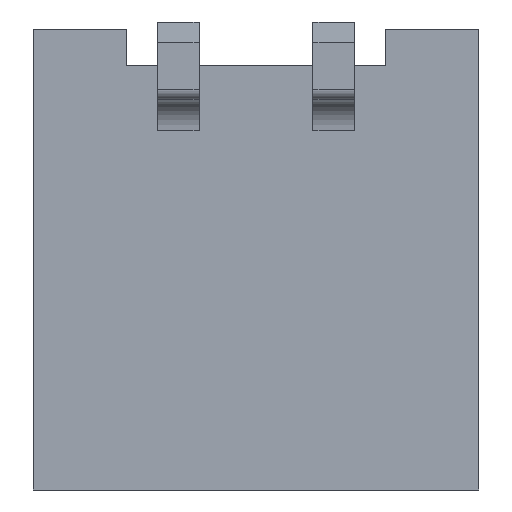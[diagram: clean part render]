
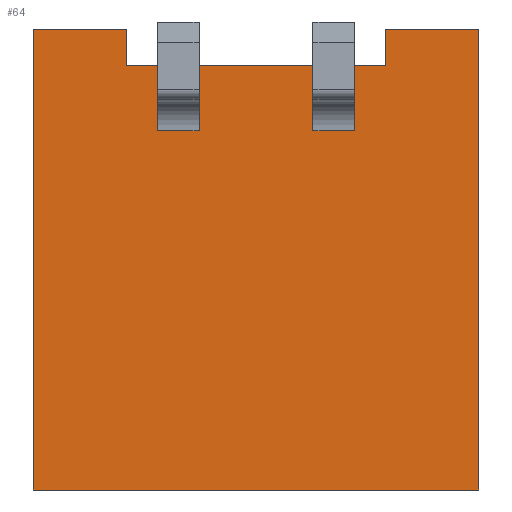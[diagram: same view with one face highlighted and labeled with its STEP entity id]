
A CAD part, front view. The second image highlights one B-rep face of the part: STEP entity #64.
In plain terms, the highlighted planar face has unit normal (0, -1, 0).
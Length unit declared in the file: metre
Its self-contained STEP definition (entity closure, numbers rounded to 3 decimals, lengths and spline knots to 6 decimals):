
#64 = ADVANCED_FACE( '', ( #174 ), #175, .T. );
#174 = FACE_OUTER_BOUND( '', #358, .T. );
#175 = PLANE( '', #359 );
#358 = EDGE_LOOP( '', ( #658, #659, #660, #661, #662, #663, #664, #665, #666, #667, #668, #669, #670, #671, #672, #673 ) );
#359 = AXIS2_PLACEMENT_3D( '', #674, #675, #676 );
#658 = ORIENTED_EDGE( '', *, *, #1373, .T. );
#659 = ORIENTED_EDGE( '', *, *, #1344, .F. );
#660 = ORIENTED_EDGE( '', *, *, #1374, .F. );
#661 = ORIENTED_EDGE( '', *, *, #1375, .F. );
#662 = ORIENTED_EDGE( '', *, *, #1300, .T. );
#663 = ORIENTED_EDGE( '', *, *, #1376, .T. );
#664 = ORIENTED_EDGE( '', *, *, #1377, .F. );
#665 = ORIENTED_EDGE( '', *, *, #1378, .T. );
#666 = ORIENTED_EDGE( '', *, *, #1379, .T. );
#667 = ORIENTED_EDGE( '', *, *, #1380, .F. );
#668 = ORIENTED_EDGE( '', *, *, #1381, .F. );
#669 = ORIENTED_EDGE( '', *, *, #1382, .F. );
#670 = ORIENTED_EDGE( '', *, *, #1383, .T. );
#671 = ORIENTED_EDGE( '', *, *, #1384, .F. );
#672 = ORIENTED_EDGE( '', *, *, #1385, .F. );
#673 = ORIENTED_EDGE( '', *, *, #1386, .T. );
#674 = CARTESIAN_POINT( '', ( -0.00215, -0.002875, -0.002225 ) );
#675 = DIRECTION( '', ( 0., -1., 0. ) );
#676 = DIRECTION( '', ( 0., 0., -1. ) );
#1300 = EDGE_CURVE( '', #1565, #1562, #1566, .T. );
#1344 = EDGE_CURVE( '', #1646, #1648, #1649, .T. );
#1373 = EDGE_CURVE( '', #1698, #1648, #1699, .T. );
#1374 = EDGE_CURVE( '', #1700, #1646, #1701, .T. );
#1375 = EDGE_CURVE( '', #1565, #1700, #1702, .T. );
#1376 = EDGE_CURVE( '', #1562, #1703, #1704, .T. );
#1377 = EDGE_CURVE( '', #1705, #1703, #1706, .T. );
#1378 = EDGE_CURVE( '', #1705, #1707, #1708, .T. );
#1379 = EDGE_CURVE( '', #1707, #1709, #1710, .T. );
#1380 = EDGE_CURVE( '', #1711, #1709, #1712, .T. );
#1381 = EDGE_CURVE( '', #1713, #1711, #1714, .T. );
#1382 = EDGE_CURVE( '', #1715, #1713, #1716, .T. );
#1383 = EDGE_CURVE( '', #1715, #1717, #1718, .T. );
#1384 = EDGE_CURVE( '', #1719, #1717, #1720, .T. );
#1385 = EDGE_CURVE( '', #1721, #1719, #1722, .T. );
#1386 = EDGE_CURVE( '', #1721, #1698, #1723, .T. );
#1562 = VERTEX_POINT( '', #1993 );
#1565 = VERTEX_POINT( '', #1997 );
#1566 = LINE( '', #1998, #1999 );
#1646 = VERTEX_POINT( '', #2119 );
#1648 = VERTEX_POINT( '', #2122 );
#1649 = LINE( '', #2123, #2124 );
#1698 = VERTEX_POINT( '', #2201 );
#1699 = LINE( '', #2202, #2203 );
#1700 = VERTEX_POINT( '', #2204 );
#1701 = LINE( '', #2205, #2206 );
#1702 = LINE( '', #2207, #2208 );
#1703 = VERTEX_POINT( '', #2209 );
#1704 = LINE( '', #2210, #2211 );
#1705 = VERTEX_POINT( '', #2212 );
#1706 = LINE( '', #2213, #2214 );
#1707 = VERTEX_POINT( '', #2215 );
#1708 = LINE( '', #2216, #2217 );
#1709 = VERTEX_POINT( '', #2218 );
#1710 = LINE( '', #2219, #2220 );
#1711 = VERTEX_POINT( '', #2221 );
#1712 = LINE( '', #2222, #2223 );
#1713 = VERTEX_POINT( '', #2224 );
#1714 = LINE( '', #2225, #2226 );
#1715 = VERTEX_POINT( '', #2227 );
#1716 = LINE( '', #2228, #2229 );
#1717 = VERTEX_POINT( '', #2230 );
#1718 = LINE( '', #2231, #2232 );
#1719 = VERTEX_POINT( '', #2233 );
#1720 = LINE( '', #2234, #2235 );
#1721 = VERTEX_POINT( '', #2236 );
#1722 = LINE( '', #2237, #2238 );
#1723 = LINE( '', #2239, #2240 );
#1993 = CARTESIAN_POINT( '', ( 0.00215, -0.002875, -0.002225 ) );
#1997 = CARTESIAN_POINT( '', ( -0.00215, -0.002875, -0.002225 ) );
#1998 = CARTESIAN_POINT( '', ( -0.00215, -0.002875, -0.002225 ) );
#1999 = VECTOR( '', #2648, 1. );
#2119 = CARTESIAN_POINT( '', ( -0.00125, -0.002875, 0.002225 ) );
#2122 = CARTESIAN_POINT( '', ( -0.00125, -0.002875, 0.001875 ) );
#2123 = CARTESIAN_POINT( '', ( -0.00125, -0.002875, 0.002225 ) );
#2124 = VECTOR( '', #2696, 1. );
#2201 = CARTESIAN_POINT( '', ( -0.00095, -0.002875, 0.001875 ) );
#2202 = CARTESIAN_POINT( '', ( -0.00095, -0.002875, 0.001875 ) );
#2203 = VECTOR( '', #2725, 1. );
#2204 = CARTESIAN_POINT( '', ( -0.00215, -0.002875, 0.002225 ) );
#2205 = CARTESIAN_POINT( '', ( -0.00215, -0.002875, 0.002225 ) );
#2206 = VECTOR( '', #2726, 1. );
#2207 = CARTESIAN_POINT( '', ( -0.00215, -0.002875, -0.002225 ) );
#2208 = VECTOR( '', #2727, 1. );
#2209 = CARTESIAN_POINT( '', ( 0.00215, -0.002875, 0.002225 ) );
#2210 = CARTESIAN_POINT( '', ( 0.00215, -0.002875, -0.002225 ) );
#2211 = VECTOR( '', #2728, 1. );
#2212 = CARTESIAN_POINT( '', ( 0.00125, -0.002875, 0.002225 ) );
#2213 = CARTESIAN_POINT( '', ( 0.00125, -0.002875, 0.002225 ) );
#2214 = VECTOR( '', #2729, 1. );
#2215 = CARTESIAN_POINT( '', ( 0.00125, -0.002875, 0.001875 ) );
#2216 = CARTESIAN_POINT( '', ( 0.00125, -0.002875, 0.002225 ) );
#2217 = VECTOR( '', #2730, 1. );
#2218 = CARTESIAN_POINT( '', ( 0.00095, -0.002875, 0.001875 ) );
#2219 = CARTESIAN_POINT( '', ( 0.00125, -0.002875, 0.001875 ) );
#2220 = VECTOR( '', #2731, 1. );
#2221 = CARTESIAN_POINT( '', ( 0.00095, -0.002875, 0.001245 ) );
#2222 = CARTESIAN_POINT( '', ( 0.00095, -0.002875, 0.001245 ) );
#2223 = VECTOR( '', #2732, 1. );
#2224 = CARTESIAN_POINT( '', ( 0.00055, -0.002875, 0.001245 ) );
#2225 = CARTESIAN_POINT( '', ( 0.00055, -0.002875, 0.001245 ) );
#2226 = VECTOR( '', #2733, 1. );
#2227 = CARTESIAN_POINT( '', ( 0.00055, -0.002875, 0.001875 ) );
#2228 = CARTESIAN_POINT( '', ( 0.00055, -0.002875, 0.001875 ) );
#2229 = VECTOR( '', #2734, 1. );
#2230 = CARTESIAN_POINT( '', ( -0.00055, -0.002875, 0.001875 ) );
#2231 = CARTESIAN_POINT( '', ( 0.00055, -0.002875, 0.001875 ) );
#2232 = VECTOR( '', #2735, 1. );
#2233 = CARTESIAN_POINT( '', ( -0.00055, -0.002875, 0.001245 ) );
#2234 = CARTESIAN_POINT( '', ( -0.00055, -0.002875, 0.001245 ) );
#2235 = VECTOR( '', #2736, 1. );
#2236 = CARTESIAN_POINT( '', ( -0.00095, -0.002875, 0.001245 ) );
#2237 = CARTESIAN_POINT( '', ( -0.00095, -0.002875, 0.001245 ) );
#2238 = VECTOR( '', #2737, 1. );
#2239 = CARTESIAN_POINT( '', ( -0.00095, -0.002875, 0.001245 ) );
#2240 = VECTOR( '', #2738, 1. );
#2648 = DIRECTION( '', ( 1., 0., 0. ) );
#2696 = DIRECTION( '', ( 0., 0., -1. ) );
#2725 = DIRECTION( '', ( -1., 0., 0. ) );
#2726 = DIRECTION( '', ( 1., 0., 0. ) );
#2727 = DIRECTION( '', ( 0., 0., 1. ) );
#2728 = DIRECTION( '', ( 0., 0., 1. ) );
#2729 = DIRECTION( '', ( 1., 0., 0. ) );
#2730 = DIRECTION( '', ( 0., 0., -1. ) );
#2731 = DIRECTION( '', ( -1., 0., 0. ) );
#2732 = DIRECTION( '', ( 0., 0., 1. ) );
#2733 = DIRECTION( '', ( 1., 0., 0. ) );
#2734 = DIRECTION( '', ( 0., 0., -1. ) );
#2735 = DIRECTION( '', ( -1., 0., 0. ) );
#2736 = DIRECTION( '', ( 0., 0., 1. ) );
#2737 = DIRECTION( '', ( 1., 0., 0. ) );
#2738 = DIRECTION( '', ( 0., 0., 1. ) );
